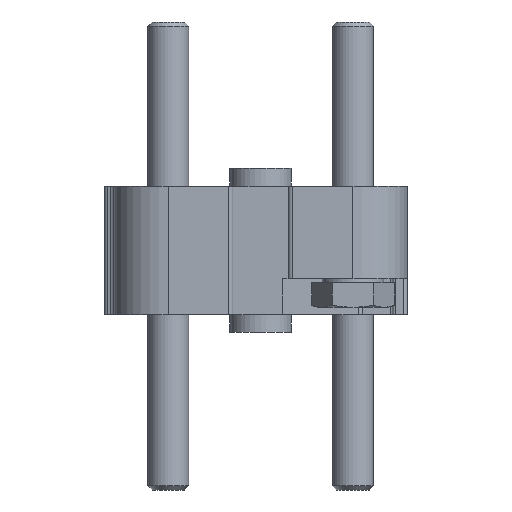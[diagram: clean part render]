
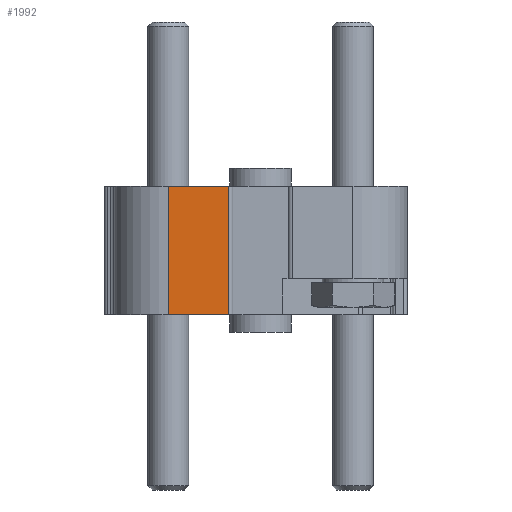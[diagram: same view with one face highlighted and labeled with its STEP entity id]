
A CAD part, left-side view. The second image highlights one B-rep face of the part: STEP entity #1992.
In plain terms, the highlighted face is planar.
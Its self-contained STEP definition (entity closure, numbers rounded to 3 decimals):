
#459=ORIENTED_EDGE('',*,*,#949,.T.);
#460=ORIENTED_EDGE('',*,*,#950,.F.);
#461=ORIENTED_EDGE('',*,*,#909,.F.);
#462=ORIENTED_EDGE('',*,*,#948,.T.);
#909=EDGE_CURVE('',#1153,#1154,#1335,.T.);
#948=EDGE_CURVE('',#1153,#1175,#1362,.T.);
#949=EDGE_CURVE('',#1175,#1176,#1363,.T.);
#950=EDGE_CURVE('',#1154,#1176,#1364,.T.);
#1153=VERTEX_POINT('',#3204);
#1154=VERTEX_POINT('',#3206);
#1175=VERTEX_POINT('',#3282);
#1176=VERTEX_POINT('',#3286);
#1335=LINE('',#3205,#1505);
#1362=LINE('',#3283,#1532);
#1363=LINE('',#3285,#1533);
#1364=LINE('',#3287,#1534);
#1505=VECTOR('',#2573,1000.);
#1532=VECTOR('',#2658,1000.);
#1533=VECTOR('',#2661,1000.);
#1534=VECTOR('',#2662,1000.);
#1637=EDGE_LOOP('',(#459,#460,#461,#462));
#1785=FACE_BOUND('',#1637,.T.);
#1905=PLANE('',#2205);
#1992=ADVANCED_FACE('',(#1785),#1905,.F.);
#2205=AXIS2_PLACEMENT_3D('',#3284,#2659,#2660);
#2573=DIRECTION('',(0.,1.,0.));
#2658=DIRECTION('',(-1.,0.,0.));
#2659=DIRECTION('',(0.,0.,1.));
#2660=DIRECTION('',(1.,0.,0.));
#2661=DIRECTION('',(0.,1.,0.));
#2662=DIRECTION('',(-1.,0.,0.));
#3204=CARTESIAN_POINT('',(12.5,3.1,-14.3));
#3205=CARTESIAN_POINT('',(12.5,3.1,-14.3));
#3206=CARTESIAN_POINT('',(12.5,9.,-14.3));
#3282=CARTESIAN_POINT('',(0.,3.1,-14.3));
#3283=CARTESIAN_POINT('',(12.5,3.1,-14.3));
#3284=CARTESIAN_POINT('',(12.5,3.1,-14.3));
#3285=CARTESIAN_POINT('',(0.,3.1,-14.3));
#3286=CARTESIAN_POINT('',(0.,9.,-14.3));
#3287=CARTESIAN_POINT('',(12.5,9.,-14.3));
